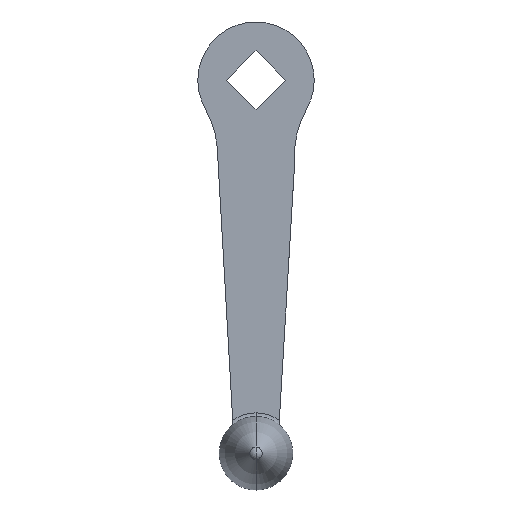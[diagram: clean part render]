
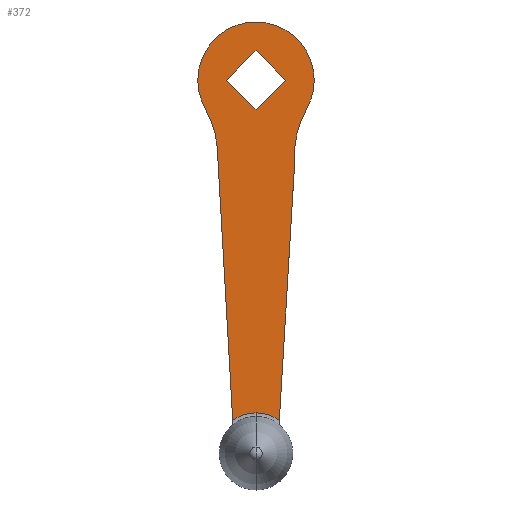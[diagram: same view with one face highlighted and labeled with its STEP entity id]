
A CAD part, front view. The second image highlights one B-rep face of the part: STEP entity #372.
In plain terms, the highlighted planar face has unit normal (0, -1, 0).
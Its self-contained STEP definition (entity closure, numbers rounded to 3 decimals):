
#192=VERTEX_POINT('',#528);
#206=EDGE_CURVE('',#336,#294,#542,.T.);
#242=EDGE_CURVE('',#288,#268,#582,.T.);
#268=VERTEX_POINT('',#613);
#288=VERTEX_POINT('',#636);
#294=VERTEX_POINT('',#642);
#298=VERTEX_POINT('',#646);
#308=EDGE_CURVE('',#474,#288,#657,.T.);
#310=VERTEX_POINT('',#659);
#336=VERTEX_POINT('',#688);
#362=EDGE_CURVE('',#310,#474,#717,.T.);
#372=ADVANCED_FACE('',(#727,#728),#729,.F.);
#384=EDGE_CURVE('',#336,#192,#742,.T.);
#392=EDGE_CURVE('',#192,#298,#751,.T.);
#450=EDGE_CURVE('',#494,#458,#819,.T.);
#454=EDGE_CURVE('',#484,#496,#823,.T.);
#458=VERTEX_POINT('',#828);
#462=EDGE_CURVE('',#458,#484,#832,.T.);
#474=VERTEX_POINT('',#847);
#482=EDGE_CURVE('',#496,#494,#856,.T.);
#484=VERTEX_POINT('',#858);
#492=EDGE_CURVE('',#268,#298,#866,.T.);
#494=VERTEX_POINT('',#868);
#496=VERTEX_POINT('',#870);
#502=EDGE_CURVE('',#294,#310,#876,.T.);
#528=CARTESIAN_POINT('',(0.,-34.0,-111.5));
#542=LINE('',#915,#916);
#582=CIRCLE('',#971,30.);
#613=CARTESIAN_POINT('',(13.0,-34.0,-26.918));
#636=CARTESIAN_POINT('',(16.906,-34.0,-9.718));
#642=CARTESIAN_POINT('',(-13.0,-34.0,-22.418));
#646=CARTESIAN_POINT('',(7.809,-34.0,-113.988));
#657=CIRCLE('',#1065,19.5);
#659=CARTESIAN_POINT('',(-16.906,-34.0,-9.718));
#688=CARTESIAN_POINT('',(-7.795,-34.0,-113.978));
#717=CIRCLE('',#1141,19.5);
#727=FACE_OUTER_BOUND('',#1156,.T.);
#728=FACE_BOUND('',#1157,.T.);
#729=PLANE('',#1158);
#742=CIRCLE('',#1175,13.5);
#751=CIRCLE('',#1187,13.5);
#819=LINE('',#1293,#1294);
#823=LINE('',#1300,#1301);
#828=CARTESIAN_POINT('',(9.899,-34.0,0.));
#832=LINE('',#1331,#1332);
#847=CARTESIAN_POINT('',(-16.906,-34.0,9.718));
#856=LINE('',#1357,#1358);
#858=CARTESIAN_POINT('',(0.0,-34.0,9.899));
#866=LINE('',#1370,#1371);
#868=CARTESIAN_POINT('',(0.0,-34.0,-9.899));
#870=CARTESIAN_POINT('',(-9.899,-34.0,0.));
#876=CIRCLE('',#1385,30.);
#915=CARTESIAN_POINT('',(-9.972,-34.0,-75.688));
#916=VECTOR('',#1396,1.0);
#971=AXIS2_PLACEMENT_3D('',#1447,#1448,#1449);
#1065=AXIS2_PLACEMENT_3D('',#1544,#1545,#1546);
#1141=AXIS2_PLACEMENT_3D('',#1628,#1629,#1630);
#1156=EDGE_LOOP('',(#1637,#1638,#1639,#1640,#1641,#1642,#1643,#1644));
#1157=EDGE_LOOP('',(#1645,#1646,#1647,#1648));
#1158=AXIS2_PLACEMENT_3D('',#1649,#1650,#1651);
#1175=AXIS2_PLACEMENT_3D('',#1669,#1670,#1671);
#1187=AXIS2_PLACEMENT_3D('',#1681,#1682,#1683);
#1293=CARTESIAN_POINT('',(-0.45,-34.0,-10.35));
#1294=VECTOR('',#1780,1.0);
#1300=CARTESIAN_POINT('',(-15.3,-34.0,-5.4));
#1301=VECTOR('',#1784,1.0);
#1331=CARTESIAN_POINT('',(10.35,-34.0,-0.45));
#1332=VECTOR('',#1792,1.0);
#1357=CARTESIAN_POINT('',(5.4,-34.0,-15.3));
#1358=VECTOR('',#1825,1.0);
#1370=CARTESIAN_POINT('',(12.841,-34.0,-29.587));
#1371=VECTOR('',#1829,1.0);
#1385=AXIS2_PLACEMENT_3D('',#1834,#1835,#1836);
#1396=DIRECTION('',(-0.057,0.0,0.998));
#1447=CARTESIAN_POINT('',(42.915,-34.0,-24.668));
#1448=DIRECTION('',(0.0,-1.0,-0.0));
#1449=DIRECTION('',(-0.997,0.0,-0.075));
#1544=CARTESIAN_POINT('',(0.0,-34.0,0.));
#1545=DIRECTION('',(0.0,1.0,0.0));
#1546=DIRECTION('',(0.867,0.0,-0.498));
#1628=CARTESIAN_POINT('',(0.0,-34.0,0.));
#1629=DIRECTION('',(0.0,1.0,0.0));
#1630=DIRECTION('',(0.867,0.0,-0.498));
#1637=ORIENTED_EDGE('',*,*,#206,.F.);
#1638=ORIENTED_EDGE('',*,*,#384,.T.);
#1639=ORIENTED_EDGE('',*,*,#392,.T.);
#1640=ORIENTED_EDGE('',*,*,#492,.F.);
#1641=ORIENTED_EDGE('',*,*,#242,.F.);
#1642=ORIENTED_EDGE('',*,*,#308,.F.);
#1643=ORIENTED_EDGE('',*,*,#362,.F.);
#1644=ORIENTED_EDGE('',*,*,#502,.F.);
#1645=ORIENTED_EDGE('',*,*,#482,.F.);
#1646=ORIENTED_EDGE('',*,*,#454,.F.);
#1647=ORIENTED_EDGE('',*,*,#462,.F.);
#1648=ORIENTED_EDGE('',*,*,#450,.F.);
#1649=CARTESIAN_POINT('',(0.,-34.0,-31.5));
#1650=DIRECTION('',(-0.0,1.0,0.0));
#1651=DIRECTION('',(0.,0.0,1.0));
#1669=CARTESIAN_POINT('',(0.,-34.0,-125.0));
#1670=DIRECTION('',(-0.0,1.0,0.0));
#1671=DIRECTION('',(0.,0.0,1.0));
#1681=CARTESIAN_POINT('',(0.,-34.0,-125.0));
#1682=DIRECTION('',(-0.0,1.0,0.0));
#1683=DIRECTION('',(0.,0.0,1.0));
#1780=DIRECTION('',(0.707,0.0,0.707));
#1784=DIRECTION('',(-0.707,0.0,-0.707));
#1792=DIRECTION('',(-0.707,0.0,0.707));
#1825=DIRECTION('',(0.707,0.0,-0.707));
#1829=DIRECTION('',(-0.06,0.0,-0.998));
#1834=CARTESIAN_POINT('',(-42.915,-34.0,-24.668));
#1835=DIRECTION('',(0.0,-1.0,0.0));
#1836=DIRECTION('',(0.867,0.0,0.498));
